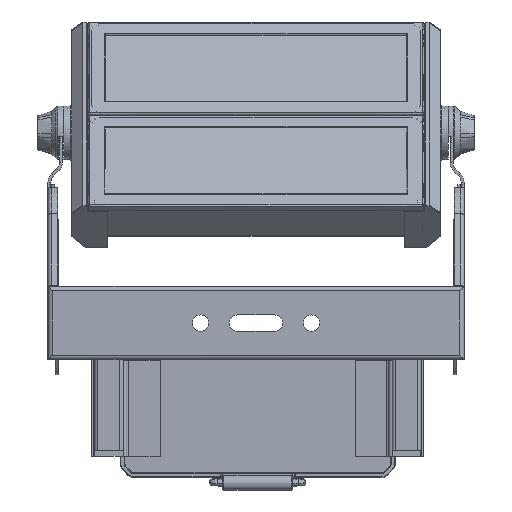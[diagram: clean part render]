
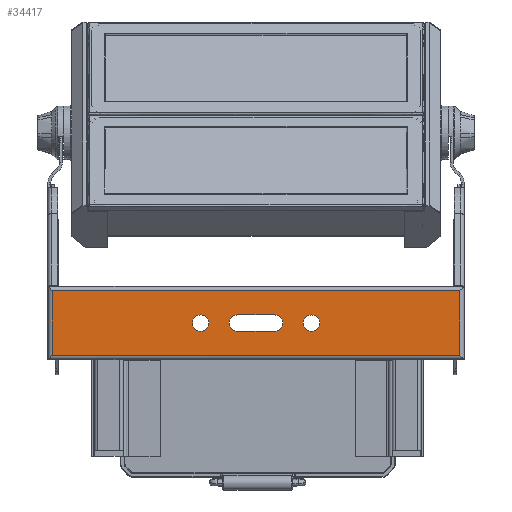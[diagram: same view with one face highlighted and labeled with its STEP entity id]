
A CAD part, front view. The second image highlights one B-rep face of the part: STEP entity #34417.
In plain terms, the highlighted face is planar.
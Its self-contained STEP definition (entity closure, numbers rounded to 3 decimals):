
#281 = VECTOR ( 'NONE', #23930, 1000. ) ;
#858 = CARTESIAN_POINT ( 'NONE',  ( -25., 0., 0. ) ) ;
#1712 = ORIENTED_EDGE ( 'NONE', *, *, #14236, .F. ) ;
#1850 = AXIS2_PLACEMENT_3D ( 'NONE', #38044, #43762, #34091 ) ;
#4586 = VECTOR ( 'NONE', #28580, 1000. ) ;
#5924 = AXIS2_PLACEMENT_3D ( 'NONE', #24457, #31861, #32595 ) ;
#6262 = DIRECTION ( 'NONE',  ( 0., 0., -1. ) ) ;
#7125 = CARTESIAN_POINT ( 'NONE',  ( 281.55, 43.5, 0. ) ) ;
#7706 = DIRECTION ( 'NONE',  ( 0., 0., -1. ) ) ;
#7944 = EDGE_CURVE ( 'NONE', #9697, #37085, #22175, .T. ) ;
#8308 = CARTESIAN_POINT ( 'NONE',  ( 275.55, -49.5, 0. ) ) ;
#9131 = CARTESIAN_POINT ( 'NONE',  ( 75., -11., 0. ) ) ;
#9697 = VERTEX_POINT ( 'NONE', #23480 ) ;
#9714 = CARTESIAN_POINT ( 'NONE',  ( 75., 0., 0. ) ) ;
#9890 = VERTEX_POINT ( 'NONE', #24940 ) ;
#10545 = VERTEX_POINT ( 'NONE', #42419 ) ;
#10714 = EDGE_CURVE ( 'NONE', #14574, #14574, #25083, .T. ) ;
#12414 = DIRECTION ( 'NONE',  ( 0., -1., 0. ) ) ;
#12520 = CARTESIAN_POINT ( 'NONE',  ( -275.55, 43.5, 0. ) ) ;
#13139 = ORIENTED_EDGE ( 'NONE', *, *, #27347, .T. ) ;
#13252 = EDGE_CURVE ( 'NONE', #24169, #20219, #32413, .T. ) ;
#13387 = EDGE_CURVE ( 'NONE', #20219, #40460, #48116, .T. ) ;
#13537 = CARTESIAN_POINT ( 'NONE',  ( -25., -11.003, 0. ) ) ;
#13696 = ORIENTED_EDGE ( 'NONE', *, *, #10714, .F. ) ;
#13832 = CARTESIAN_POINT ( 'NONE',  ( -25., 11.003, 0. ) ) ;
#14236 = EDGE_CURVE ( 'NONE', #40460, #10545, #39706, .T. ) ;
#14574 = VERTEX_POINT ( 'NONE', #37247 ) ;
#14645 = AXIS2_PLACEMENT_3D ( 'NONE', #9714, #6262, #24978 ) ;
#15216 = ORIENTED_EDGE ( 'NONE', *, *, #45172, .F. ) ;
#16137 = CIRCLE ( 'NONE', #14645, 11. ) ;
#16159 = VERTEX_POINT ( 'NONE', #12520 ) ;
#17419 = ORIENTED_EDGE ( 'NONE', *, *, #21074, .T. ) ;
#17732 = CARTESIAN_POINT ( 'NONE',  ( -281.55, -43.5, 0. ) ) ;
#18356 = EDGE_LOOP ( 'NONE', ( #13696 ) ) ;
#19107 = FACE_BOUND ( 'NONE', #22701, .T. ) ;
#19940 = EDGE_LOOP ( 'NONE', ( #15216 ) ) ;
#20219 = VERTEX_POINT ( 'NONE', #13537 ) ;
#21074 = EDGE_CURVE ( 'NONE', #37085, #9890, #32532, .T. ) ;
#21467 = VECTOR ( 'NONE', #47773, 1000. ) ;
#21695 = LINE ( 'NONE', #7125, #4586 ) ;
#22175 = LINE ( 'NONE', #8308, #44037 ) ;
#22701 = EDGE_LOOP ( 'NONE', ( #1712, #41928, #36532, #28450 ) ) ;
#23031 = PLANE ( 'NONE',  #1850 ) ;
#23448 = VERTEX_POINT ( 'NONE', #9131 ) ;
#23480 = CARTESIAN_POINT ( 'NONE',  ( 275.55, 43.5, 0. ) ) ;
#23930 = DIRECTION ( 'NONE',  ( 0., 1., 0. ) ) ;
#24169 = VERTEX_POINT ( 'NONE', #31760 ) ;
#24457 = CARTESIAN_POINT ( 'NONE',  ( 25., 0., 0. ) ) ;
#24531 = VECTOR ( 'NONE', #32833, 1000. ) ;
#24940 = CARTESIAN_POINT ( 'NONE',  ( -275.55, -43.5, 0. ) ) ;
#24978 = DIRECTION ( 'NONE',  ( 0., -1., 0. ) ) ;
#25083 = CIRCLE ( 'NONE', #38438, 11. ) ;
#26468 = FACE_BOUND ( 'NONE', #18356, .T. ) ;
#26815 = EDGE_LOOP ( 'NONE', ( #13139, #35670, #42140, #17419 ) ) ;
#27156 = CIRCLE ( 'NONE', #5924, 11.003 ) ;
#27315 = DIRECTION ( 'NONE',  ( 0., -1., 0. ) ) ;
#27347 = EDGE_CURVE ( 'NONE', #9890, #16159, #39676, .T. ) ;
#27405 = CARTESIAN_POINT ( 'NONE',  ( 275.55, -43.5, 0. ) ) ;
#28450 = ORIENTED_EDGE ( 'NONE', *, *, #41144, .F. ) ;
#28580 = DIRECTION ( 'NONE',  ( 1., 0., 0. ) ) ;
#30203 = FACE_OUTER_BOUND ( 'NONE', #26815, .T. ) ;
#30952 = EDGE_CURVE ( 'NONE', #16159, #9697, #21695, .T. ) ;
#31760 = CARTESIAN_POINT ( 'NONE',  ( 25., -11.003, 0. ) ) ;
#31861 = DIRECTION ( 'NONE',  ( 0., 0., -1. ) ) ;
#32413 = LINE ( 'NONE', #47295, #21467 ) ;
#32532 = LINE ( 'NONE', #17732, #41327 ) ;
#32595 = DIRECTION ( 'NONE',  ( 0., -1., 0. ) ) ;
#32833 = DIRECTION ( 'NONE',  ( 1., 0., 0. ) ) ;
#34061 = DIRECTION ( 'NONE',  ( 0., -1., 0. ) ) ;
#34091 = DIRECTION ( 'NONE',  ( 0., 1., 0. ) ) ;
#34417 = ADVANCED_FACE ( 'NONE', ( #30203, #26468, #19107, #37301 ), #23031, .F. ) ;
#35670 = ORIENTED_EDGE ( 'NONE', *, *, #30952, .T. ) ;
#36532 = ORIENTED_EDGE ( 'NONE', *, *, #13252, .F. ) ;
#37085 = VERTEX_POINT ( 'NONE', #27405 ) ;
#37247 = CARTESIAN_POINT ( 'NONE',  ( -75., -11., 0. ) ) ;
#37301 = FACE_BOUND ( 'NONE', #19940, .T. ) ;
#38044 = CARTESIAN_POINT ( 'NONE',  ( 28.15, -455.734, 0. ) ) ;
#38438 = AXIS2_PLACEMENT_3D ( 'NONE', #39020, #39255, #12414 ) ;
#39020 = CARTESIAN_POINT ( 'NONE',  ( -75., 0., 0. ) ) ;
#39255 = DIRECTION ( 'NONE',  ( 0., 0., -1. ) ) ;
#39676 = LINE ( 'NONE', #46976, #281 ) ;
#39706 = LINE ( 'NONE', #40681, #24531 ) ;
#40460 = VERTEX_POINT ( 'NONE', #13832 ) ;
#40602 = DIRECTION ( 'NONE',  ( -1., 0., 0. ) ) ;
#40681 = CARTESIAN_POINT ( 'NONE',  ( -25., 11.003, 0. ) ) ;
#41118 = AXIS2_PLACEMENT_3D ( 'NONE', #858, #7706, #34061 ) ;
#41144 = EDGE_CURVE ( 'NONE', #10545, #24169, #27156, .T. ) ;
#41327 = VECTOR ( 'NONE', #40602, 1000. ) ;
#41928 = ORIENTED_EDGE ( 'NONE', *, *, #13387, .F. ) ;
#42140 = ORIENTED_EDGE ( 'NONE', *, *, #7944, .T. ) ;
#42419 = CARTESIAN_POINT ( 'NONE',  ( 25., 11.003, 0. ) ) ;
#43762 = DIRECTION ( 'NONE',  ( 0., 0., 1. ) ) ;
#44037 = VECTOR ( 'NONE', #27315, 1000. ) ;
#45172 = EDGE_CURVE ( 'NONE', #23448, #23448, #16137, .T. ) ;
#46976 = CARTESIAN_POINT ( 'NONE',  ( -275.55, -455.734, 0. ) ) ;
#47295 = CARTESIAN_POINT ( 'NONE',  ( -25., -11.003, 0. ) ) ;
#47773 = DIRECTION ( 'NONE',  ( -1., 0., 0. ) ) ;
#48116 = CIRCLE ( 'NONE', #41118, 11.003 ) ;
